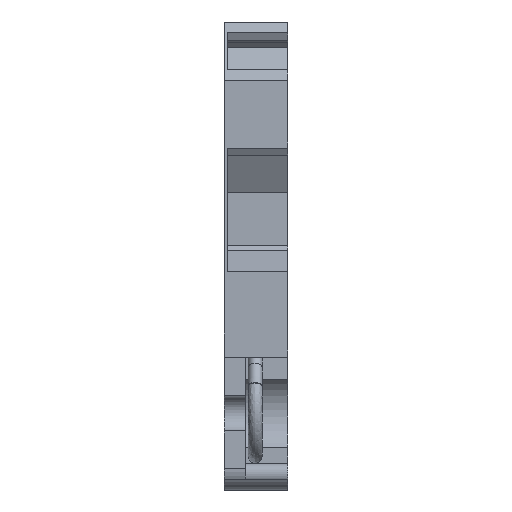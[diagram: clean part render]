
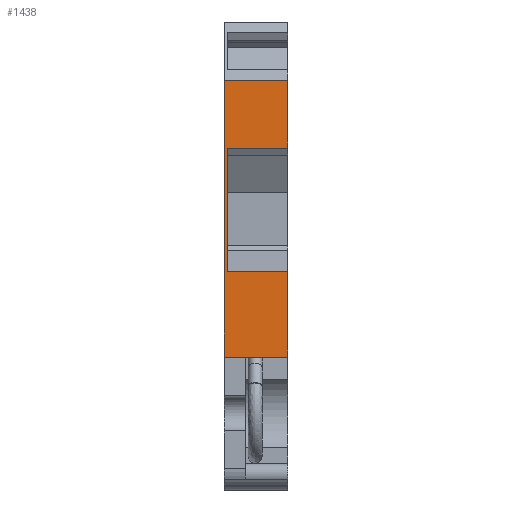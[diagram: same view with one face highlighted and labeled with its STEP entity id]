
A CAD part, front view. The second image highlights one B-rep face of the part: STEP entity #1438.
In plain terms, the highlighted planar face has unit normal (0, -1, 0).
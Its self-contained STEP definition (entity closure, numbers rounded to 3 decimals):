
#1386=AXIS2_PLACEMENT_3D('Plane Axis2P3D',#1383,#1384,#1385) ;
#540=CARTESIAN_POINT('Line Origine',(3.,0.,12.5)) ;
#544=CARTESIAN_POINT('Vertex',(0.,0.,12.5)) ;
#546=CARTESIAN_POINT('Vertex',(6.,0.,12.5)) ;
#1185=CARTESIAN_POINT('Line Origine',(0.,0.,25.5)) ;
#1189=CARTESIAN_POINT('Vertex',(0.,0.,38.5)) ;
#1383=CARTESIAN_POINT('Axis2P3D Location',(0.,0.,12.5)) ;
#1388=CARTESIAN_POINT('Line Origine',(3.175,0.,20.55)) ;
#1392=CARTESIAN_POINT('Vertex',(6.,0.,20.55)) ;
#1394=CARTESIAN_POINT('Vertex',(0.35,0.,20.55)) ;
#1397=CARTESIAN_POINT('Line Origine',(0.35,0.,26.35)) ;
#1401=CARTESIAN_POINT('Vertex',(0.35,0.,32.15)) ;
#1404=CARTESIAN_POINT('Line Origine',(3.175,0.,32.15)) ;
#1408=CARTESIAN_POINT('Vertex',(6.,0.,32.15)) ;
#1411=CARTESIAN_POINT('Line Origine',(6.,0.,35.325)) ;
#1415=CARTESIAN_POINT('Vertex',(6.,0.,38.5)) ;
#1418=CARTESIAN_POINT('Line Origine',(3.,0.,38.5)) ;
#1423=CARTESIAN_POINT('Line Origine',(6.,0.,16.525)) ;
#541=DIRECTION('Vector Direction',(1.,0.,0.)) ;
#1186=DIRECTION('Vector Direction',(0.,0.,1.)) ;
#1384=DIRECTION('Axis2P3D Direction',(0.,1.,0.)) ;
#1385=DIRECTION('Axis2P3D XDirection',(0.,0.,1.)) ;
#1389=DIRECTION('Vector Direction',(-1.,0.,0.)) ;
#1398=DIRECTION('Vector Direction',(0.,0.,-1.)) ;
#1405=DIRECTION('Vector Direction',(-1.,0.,0.)) ;
#1412=DIRECTION('Vector Direction',(0.,0.,1.)) ;
#1419=DIRECTION('Vector Direction',(1.,0.,0.)) ;
#1424=DIRECTION('Vector Direction',(0.,0.,1.)) ;
#542=VECTOR('Line Direction',#541,1.) ;
#1187=VECTOR('Line Direction',#1186,1.) ;
#1390=VECTOR('Line Direction',#1389,1.) ;
#1399=VECTOR('Line Direction',#1398,1.) ;
#1406=VECTOR('Line Direction',#1405,1.) ;
#1413=VECTOR('Line Direction',#1412,1.) ;
#1420=VECTOR('Line Direction',#1419,1.) ;
#1425=VECTOR('Line Direction',#1424,1.) ;
#1429=ORIENTED_EDGE('',*,*,#1396,.T.) ;
#1430=ORIENTED_EDGE('',*,*,#1403,.F.) ;
#1431=ORIENTED_EDGE('',*,*,#1410,.F.) ;
#1432=ORIENTED_EDGE('',*,*,#1417,.F.) ;
#1433=ORIENTED_EDGE('',*,*,#1422,.F.) ;
#1434=ORIENTED_EDGE('',*,*,#1191,.T.) ;
#1435=ORIENTED_EDGE('',*,*,#548,.T.) ;
#1436=ORIENTED_EDGE('',*,*,#1427,.F.) ;
#1438=ADVANCED_FACE('V1',(#1437),#1387,.F.) ;
#548=EDGE_CURVE('',#545,#547,#543,.T.) ;
#1191=EDGE_CURVE('',#1190,#545,#1188,.F.) ;
#1396=EDGE_CURVE('',#1393,#1395,#1391,.T.) ;
#1403=EDGE_CURVE('',#1402,#1395,#1400,.T.) ;
#1410=EDGE_CURVE('',#1409,#1402,#1407,.T.) ;
#1417=EDGE_CURVE('',#1416,#1409,#1414,.F.) ;
#1422=EDGE_CURVE('',#1190,#1416,#1421,.T.) ;
#1427=EDGE_CURVE('',#1393,#547,#1426,.F.) ;
#1428=EDGE_LOOP('',(#1429,#1430,#1431,#1432,#1433,#1434,#1435,#1436)) ;
#1437=FACE_OUTER_BOUND('',#1428,.T.) ;
#543=LINE('Line',#540,#542) ;
#1188=LINE('Line',#1185,#1187) ;
#1391=LINE('Line',#1388,#1390) ;
#1400=LINE('Line',#1397,#1399) ;
#1407=LINE('Line',#1404,#1406) ;
#1414=LINE('Line',#1411,#1413) ;
#1421=LINE('Line',#1418,#1420) ;
#1426=LINE('Line',#1423,#1425) ;
#1387=PLANE('',#1386) ;
#545=VERTEX_POINT('',#544) ;
#547=VERTEX_POINT('',#546) ;
#1190=VERTEX_POINT('',#1189) ;
#1393=VERTEX_POINT('',#1392) ;
#1395=VERTEX_POINT('',#1394) ;
#1402=VERTEX_POINT('',#1401) ;
#1409=VERTEX_POINT('',#1408) ;
#1416=VERTEX_POINT('',#1415) ;
